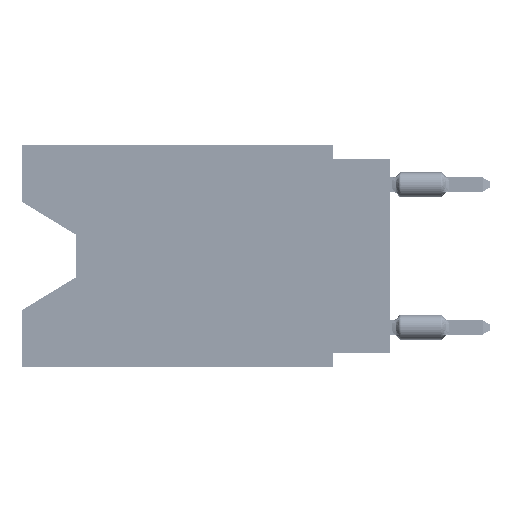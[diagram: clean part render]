
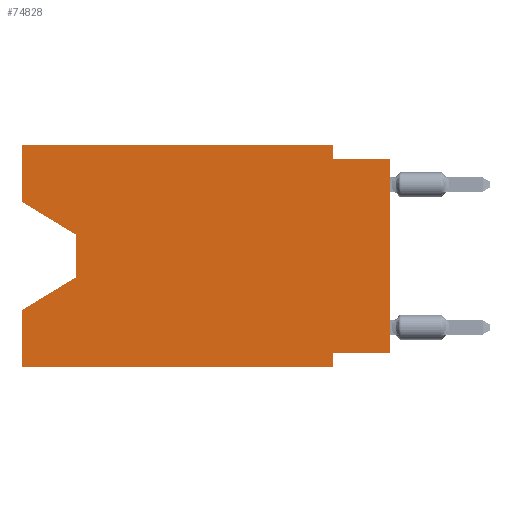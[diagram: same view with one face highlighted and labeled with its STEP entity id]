
A CAD part, left-side view. The second image highlights one B-rep face of the part: STEP entity #74828.
In plain terms, the highlighted planar face has unit normal (-1, 0, 0).
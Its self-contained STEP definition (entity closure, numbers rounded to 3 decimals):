
#1072 = EDGE_CURVE ( 'NONE', #79062, #70711, #14515, .T. ) ;
#1445 = ORIENTED_EDGE ( 'NONE', *, *, #38800, .F. ) ;
#2387 = DIRECTION ( 'NONE',  ( 1., 0., 0. ) ) ;
#3576 = EDGE_CURVE ( 'NONE', #26202, #53463, #40632, .T. ) ;
#3844 = EDGE_CURVE ( 'NONE', #27414, #53463, #82823, .T. ) ;
#4623 = DIRECTION ( 'NONE',  ( 0., -1., 0. ) ) ;
#4975 = ORIENTED_EDGE ( 'NONE', *, *, #79168, .F. ) ;
#5761 = CARTESIAN_POINT ( 'NONE',  ( 0., 16.383, 0. ) ) ;
#6255 = VECTOR ( 'NONE', #20076, 1000. ) ;
#6615 = LINE ( 'NONE', #5761, #38004 ) ;
#6898 = CARTESIAN_POINT ( 'NONE',  ( 0., 2.54, 0. ) ) ;
#7852 = CARTESIAN_POINT ( 'NONE',  ( 0., 16.383, -9.906 ) ) ;
#8928 = EDGE_CURVE ( 'NONE', #70711, #42751, #37766, .T. ) ;
#10612 = VECTOR ( 'NONE', #28213, 1000. ) ;
#12083 = DIRECTION ( 'NONE',  ( 0., 0., -1. ) ) ;
#12678 = ORIENTED_EDGE ( 'NONE', *, *, #1072, .T. ) ;
#14515 = LINE ( 'NONE', #72215, #6255 ) ;
#15966 = CARTESIAN_POINT ( 'NONE',  ( 0., 16.383, -9.906 ) ) ;
#16164 = VECTOR ( 'NONE', #4623, 1000. ) ;
#17787 = CARTESIAN_POINT ( 'NONE',  ( 0., 16.383, 0. ) ) ;
#17874 = CARTESIAN_POINT ( 'NONE',  ( 0., 0., -0.635 ) ) ;
#18538 = VERTEX_POINT ( 'NONE', #69868 ) ;
#19387 = EDGE_LOOP ( 'NONE', ( #12678, #68648, #70568, #38736, #79707, #32856, #1445, #31721, #62600, #4975, #29048, #30965 ) ) ;
#20076 = DIRECTION ( 'NONE',  ( 0., -0.855, -0.519 ) ) ;
#21304 = VECTOR ( 'NONE', #39934, 1000. ) ;
#22259 = AXIS2_PLACEMENT_3D ( 'NONE', #49362, #2387, #29297 ) ;
#23285 = VERTEX_POINT ( 'NONE', #49304 ) ;
#23928 = CARTESIAN_POINT ( 'NONE',  ( 0., 13.97, -4.013 ) ) ;
#24619 = DIRECTION ( 'NONE',  ( 0., 0., 1. ) ) ;
#24971 = CARTESIAN_POINT ( 'NONE',  ( 0., 13.97, -5.893 ) ) ;
#25278 = LINE ( 'NONE', #6898, #31020 ) ;
#26202 = VERTEX_POINT ( 'NONE', #51163 ) ;
#27414 = VERTEX_POINT ( 'NONE', #37538 ) ;
#27494 = VERTEX_POINT ( 'NONE', #83234 ) ;
#28162 = VECTOR ( 'NONE', #62502, 1000. ) ;
#28213 = DIRECTION ( 'NONE',  ( 0., 0., 1. ) ) ;
#29048 = ORIENTED_EDGE ( 'NONE', *, *, #39347, .F. ) ;
#29297 = DIRECTION ( 'NONE',  ( 0., 0., -1. ) ) ;
#30965 = ORIENTED_EDGE ( 'NONE', *, *, #46022, .F. ) ;
#31020 = VECTOR ( 'NONE', #38557, 1000. ) ;
#31340 = CARTESIAN_POINT ( 'NONE',  ( 0., 2.54, -9.906 ) ) ;
#31721 = ORIENTED_EDGE ( 'NONE', *, *, #3576, .T. ) ;
#32856 = ORIENTED_EDGE ( 'NONE', *, *, #64524, .F. ) ;
#36488 = LINE ( 'NONE', #31340, #66647 ) ;
#37538 = CARTESIAN_POINT ( 'NONE',  ( 0., 2.54, -0.635 ) ) ;
#37766 = LINE ( 'NONE', #69784, #39907 ) ;
#38004 = VECTOR ( 'NONE', #57062, 1000. ) ;
#38465 = LINE ( 'NONE', #77325, #84188 ) ;
#38547 = EDGE_CURVE ( 'NONE', #42751, #63116, #72388, .T. ) ;
#38557 = DIRECTION ( 'NONE',  ( 0., 0., -1. ) ) ;
#38647 = EDGE_CURVE ( 'NONE', #43485, #27494, #48424, .T. ) ;
#38736 = ORIENTED_EDGE ( 'NONE', *, *, #62705, .F. ) ;
#38800 = EDGE_CURVE ( 'NONE', #26202, #18538, #82580, .T. ) ;
#39347 = EDGE_CURVE ( 'NONE', #23285, #56524, #38465, .T. ) ;
#39895 = CARTESIAN_POINT ( 'NONE',  ( 0., 0., -0.635 ) ) ;
#39907 = VECTOR ( 'NONE', #50981, 1000. ) ;
#39934 = DIRECTION ( 'NONE',  ( 0., 0.855, -0.519 ) ) ;
#40632 = LINE ( 'NONE', #72660, #10612 ) ;
#41962 = VECTOR ( 'NONE', #24619, 1000. ) ;
#42551 = FACE_OUTER_BOUND ( 'NONE', #19387, .T. ) ;
#42751 = VERTEX_POINT ( 'NONE', #62667 ) ;
#43485 = VERTEX_POINT ( 'NONE', #15966 ) ;
#44161 = CARTESIAN_POINT ( 'NONE',  ( 0., 16.383, -7.36 ) ) ;
#46022 = EDGE_CURVE ( 'NONE', #79062, #23285, #51531, .T. ) ;
#48424 = LINE ( 'NONE', #7852, #77244 ) ;
#49304 = CARTESIAN_POINT ( 'NONE',  ( 0., 16.383, 0. ) ) ;
#49362 = CARTESIAN_POINT ( 'NONE',  ( 0., 16.383, 0. ) ) ;
#50981 = DIRECTION ( 'NONE',  ( 0., 0., -1. ) ) ;
#51163 = CARTESIAN_POINT ( 'NONE',  ( 0., 0., -9.271 ) ) ;
#51531 = LINE ( 'NONE', #17787, #41962 ) ;
#52520 = CARTESIAN_POINT ( 'NONE',  ( 0., 16.383, -2.546 ) ) ;
#53463 = VERTEX_POINT ( 'NONE', #39895 ) ;
#54811 = DIRECTION ( 'NONE',  ( 0., -1., 0. ) ) ;
#56524 = VERTEX_POINT ( 'NONE', #65454 ) ;
#57062 = DIRECTION ( 'NONE',  ( 0., 0., 1. ) ) ;
#62502 = DIRECTION ( 'NONE',  ( 0., 1., 0. ) ) ;
#62600 = ORIENTED_EDGE ( 'NONE', *, *, #3844, .F. ) ;
#62667 = CARTESIAN_POINT ( 'NONE',  ( 0., 13.97, -5.893 ) ) ;
#62705 = EDGE_CURVE ( 'NONE', #43485, #63116, #6615, .T. ) ;
#63116 = VERTEX_POINT ( 'NONE', #44161 ) ;
#64524 = EDGE_CURVE ( 'NONE', #18538, #27494, #36488, .T. ) ;
#65454 = CARTESIAN_POINT ( 'NONE',  ( 0., 2.54, 0. ) ) ;
#66647 = VECTOR ( 'NONE', #12083, 1000. ) ;
#68491 = CARTESIAN_POINT ( 'NONE',  ( 0., 0., -9.271 ) ) ;
#68593 = PLANE ( 'NONE',  #22259 ) ;
#68648 = ORIENTED_EDGE ( 'NONE', *, *, #8928, .T. ) ;
#69784 = CARTESIAN_POINT ( 'NONE',  ( 0., 13.97, -4.013 ) ) ;
#69868 = CARTESIAN_POINT ( 'NONE',  ( 0., 2.54, -9.271 ) ) ;
#70489 = DIRECTION ( 'NONE',  ( 0., -1., 0. ) ) ;
#70568 = ORIENTED_EDGE ( 'NONE', *, *, #38547, .T. ) ;
#70711 = VERTEX_POINT ( 'NONE', #23928 ) ;
#72215 = CARTESIAN_POINT ( 'NONE',  ( 0., 16.383, -2.546 ) ) ;
#72388 = LINE ( 'NONE', #24971, #21304 ) ;
#72660 = CARTESIAN_POINT ( 'NONE',  ( 0., 0., 0. ) ) ;
#74828 = ADVANCED_FACE ( 'NONE', ( #42551 ), #68593, .F. ) ;
#77244 = VECTOR ( 'NONE', #54811, 1000. ) ;
#77325 = CARTESIAN_POINT ( 'NONE',  ( 0., 16.383, 0. ) ) ;
#79062 = VERTEX_POINT ( 'NONE', #52520 ) ;
#79168 = EDGE_CURVE ( 'NONE', #56524, #27414, #25278, .T. ) ;
#79707 = ORIENTED_EDGE ( 'NONE', *, *, #38647, .T. ) ;
#82580 = LINE ( 'NONE', #68491, #28162 ) ;
#82823 = LINE ( 'NONE', #17874, #16164 ) ;
#83234 = CARTESIAN_POINT ( 'NONE',  ( 0., 2.54, -9.906 ) ) ;
#84188 = VECTOR ( 'NONE', #70489, 1000. ) ;
